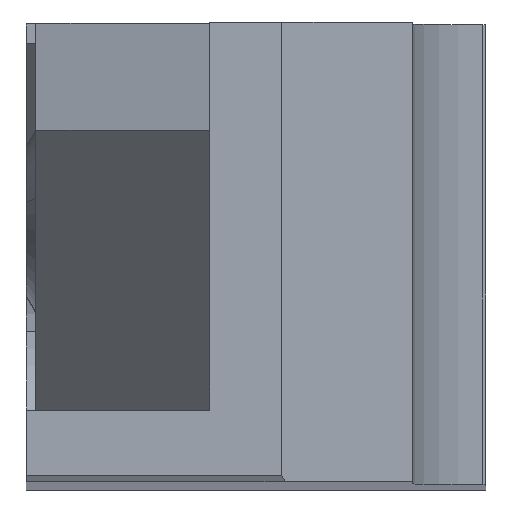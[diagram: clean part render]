
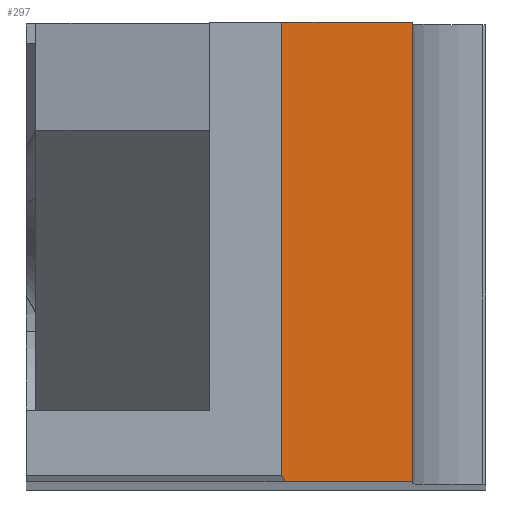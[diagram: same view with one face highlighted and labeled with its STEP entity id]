
A CAD part, top view. The second image highlights one B-rep face of the part: STEP entity #297.
In plain terms, the highlighted planar face has unit normal (0.743, 0, 0.669).
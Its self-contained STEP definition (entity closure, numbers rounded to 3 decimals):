
#10 = DIRECTION ( 'NONE',  ( 0., -1., 0. ) ) ;
#23 = LINE ( 'NONE', #123, #1896 ) ;
#36 = VECTOR ( 'NONE', #10, 1000. ) ;
#95 = CARTESIAN_POINT ( 'NONE',  ( 17.525, 0., -2.999 ) ) ;
#120 = CARTESIAN_POINT ( 'NONE',  ( 14.825, 0.125, 0. ) ) ;
#123 = CARTESIAN_POINT ( 'NONE',  ( 66.443, 0., -57.327 ) ) ;
#149 = EDGE_CURVE ( 'NONE', #1778, #2680, #23, .T. ) ;
#160 = VECTOR ( 'NONE', #348, 1000. ) ;
#278 = EDGE_CURVE ( 'NONE', #1414, #2807, #2536, .T. ) ;
#297 = ADVANCED_FACE ( 'NONE', ( #662 ), #2378, .T. ) ;
#335 = VECTOR ( 'NONE', #2825, 1000. ) ;
#348 = DIRECTION ( 'NONE',  ( -0.411, 0.79, 0.456 ) ) ;
#436 = AXIS2_PLACEMENT_3D ( 'NONE', #551, #2589, #1296 ) ;
#501 = LINE ( 'NONE', #95, #2821 ) ;
#524 = EDGE_CURVE ( 'NONE', #1778, #2807, #843, .T. ) ;
#551 = CARTESIAN_POINT ( 'NONE',  ( 14.825, 135.654, 0. ) ) ;
#623 = CARTESIAN_POINT ( 'NONE',  ( -8.125, 44.272, 25.488 ) ) ;
#662 = FACE_OUTER_BOUND ( 'NONE', #1501, .T. ) ;
#734 = VERTEX_POINT ( 'NONE', #2725 ) ;
#843 = LINE ( 'NONE', #623, #160 ) ;
#946 = EDGE_CURVE ( 'NONE', #2680, #734, #501, .T. ) ;
#1173 = DIRECTION ( 'NONE',  ( 0.669, 0., -0.743 ) ) ;
#1286 = CARTESIAN_POINT ( 'NONE',  ( 14.825, 135.654, 0. ) ) ;
#1296 = DIRECTION ( 'NONE',  ( -0.669, 0., 0.743 ) ) ;
#1324 = CARTESIAN_POINT ( 'NONE',  ( 66.443, 9.525, -57.327 ) ) ;
#1414 = VERTEX_POINT ( 'NONE', #2551 ) ;
#1501 = EDGE_LOOP ( 'NONE', ( #1965, #1678, #2784, #1737, #1937 ) ) ;
#1678 = ORIENTED_EDGE ( 'NONE', *, *, #2452, .T. ) ;
#1737 = ORIENTED_EDGE ( 'NONE', *, *, #524, .F. ) ;
#1778 = VERTEX_POINT ( 'NONE', #2346 ) ;
#1896 = VECTOR ( 'NONE', #1173, 1000. ) ;
#1937 = ORIENTED_EDGE ( 'NONE', *, *, #149, .T. ) ;
#1965 = ORIENTED_EDGE ( 'NONE', *, *, #946, .T. ) ;
#2031 = CARTESIAN_POINT ( 'NONE',  ( 17.525, 0., -2.999 ) ) ;
#2217 = LINE ( 'NONE', #1324, #335 ) ;
#2346 = CARTESIAN_POINT ( 'NONE',  ( 14.89, 0., -0.072 ) ) ;
#2378 = PLANE ( 'NONE',  #436 ) ;
#2452 = EDGE_CURVE ( 'NONE', #734, #1414, #2217, .T. ) ;
#2536 = LINE ( 'NONE', #1286, #36 ) ;
#2551 = CARTESIAN_POINT ( 'NONE',  ( 14.825, 9.525, 0. ) ) ;
#2589 = DIRECTION ( 'NONE',  ( 0.743, 0., 0.669 ) ) ;
#2680 = VERTEX_POINT ( 'NONE', #2031 ) ;
#2725 = CARTESIAN_POINT ( 'NONE',  ( 17.525, 9.525, -2.999 ) ) ;
#2784 = ORIENTED_EDGE ( 'NONE', *, *, #278, .T. ) ;
#2807 = VERTEX_POINT ( 'NONE', #120 ) ;
#2821 = VECTOR ( 'NONE', #2862, 1000. ) ;
#2825 = DIRECTION ( 'NONE',  ( -0.669, 0., 0.743 ) ) ;
#2862 = DIRECTION ( 'NONE',  ( 0., 1., 0. ) ) ;
